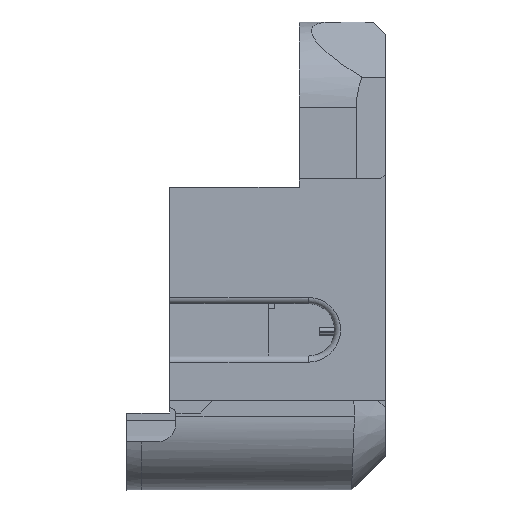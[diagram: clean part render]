
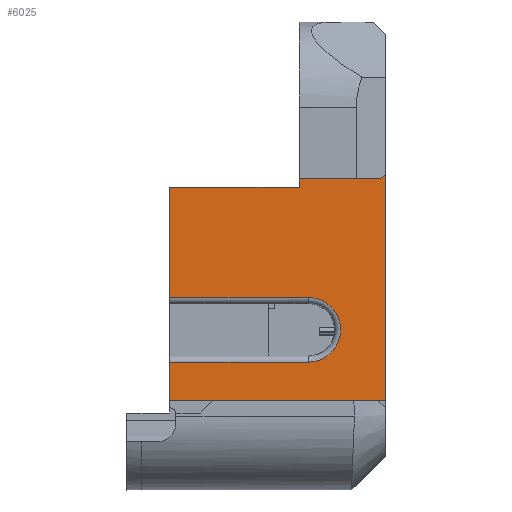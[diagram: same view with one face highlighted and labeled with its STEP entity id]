
A CAD part, left-side view. The second image highlights one B-rep face of the part: STEP entity #6025.
In plain terms, the highlighted planar face has unit normal (-1, 0, 0).
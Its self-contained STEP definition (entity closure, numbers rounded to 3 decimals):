
#392=CIRCLE('',#6520,5.24);
#670=FACE_OUTER_BOUND('',#1007,.T.);
#1007=EDGE_LOOP('',(#5295,#5296,#5297,#5298,#5299,#5300,#5301,#5302,#5303,
#5304));
#1275=LINE('',#8922,#1911);
#1300=LINE('',#9045,#1936);
#1304=LINE('',#9057,#1940);
#1607=LINE('',#10342,#2243);
#1621=LINE('',#10369,#2257);
#1628=LINE('',#10383,#2264);
#1636=LINE('',#10403,#2272);
#1637=LINE('',#10404,#2273);
#1638=LINE('',#10406,#2274);
#1911=VECTOR('',#7133,10.);
#1936=VECTOR('',#7186,10.);
#1940=VECTOR('',#7194,10.);
#2243=VECTOR('',#7847,10.);
#2257=VECTOR('',#7875,10.);
#2264=VECTOR('',#7888,10.);
#2272=VECTOR('',#7910,10.);
#2273=VECTOR('',#7911,10.);
#2274=VECTOR('',#7912,10.);
#2526=VERTEX_POINT('',#8919);
#2527=VERTEX_POINT('',#8921);
#2559=VERTEX_POINT('',#9044);
#2564=VERTEX_POINT('',#9054);
#2565=VERTEX_POINT('',#9056);
#2862=VERTEX_POINT('',#10339);
#2863=VERTEX_POINT('',#10341);
#2873=VERTEX_POINT('',#10382);
#2878=VERTEX_POINT('',#10402);
#2879=VERTEX_POINT('',#10405);
#3200=EDGE_CURVE('',#2527,#2526,#1275,.T.);
#3238=EDGE_CURVE('',#2559,#2527,#1300,.T.);
#3244=EDGE_CURVE('',#2565,#2564,#1304,.T.);
#3688=EDGE_CURVE('',#2863,#2862,#1607,.T.);
#3703=EDGE_CURVE('',#2862,#2565,#1621,.T.);
#3710=EDGE_CURVE('',#2559,#2873,#1628,.T.);
#3720=EDGE_CURVE('',#2526,#2878,#1636,.T.);
#3721=EDGE_CURVE('',#2863,#2878,#1637,.T.);
#3722=EDGE_CURVE('',#2879,#2564,#1638,.T.);
#3723=EDGE_CURVE('',#2873,#2879,#392,.T.);
#5295=ORIENTED_EDGE('',*,*,#3200,.T.);
#5296=ORIENTED_EDGE('',*,*,#3720,.T.);
#5297=ORIENTED_EDGE('',*,*,#3721,.F.);
#5298=ORIENTED_EDGE('',*,*,#3688,.T.);
#5299=ORIENTED_EDGE('',*,*,#3703,.T.);
#5300=ORIENTED_EDGE('',*,*,#3244,.T.);
#5301=ORIENTED_EDGE('',*,*,#3722,.F.);
#5302=ORIENTED_EDGE('',*,*,#3723,.F.);
#5303=ORIENTED_EDGE('',*,*,#3710,.F.);
#5304=ORIENTED_EDGE('',*,*,#3238,.T.);
#5718=PLANE('',#6519);
#6025=ADVANCED_FACE('',(#670),#5718,.F.);
#6519=AXIS2_PLACEMENT_3D('',#10401,#7908,#7909);
#6520=AXIS2_PLACEMENT_3D('',#10407,#7913,#7914);
#7133=DIRECTION('',(0.,-1.,0.));
#7186=DIRECTION('',(0.,0.,-1.));
#7194=DIRECTION('',(0.,0.,-1.));
#7847=DIRECTION('',(0.,0.,-1.));
#7875=DIRECTION('',(0.,1.,0.));
#7888=DIRECTION('',(0.,-1.,0.));
#7908=DIRECTION('center_axis',(1.,0.,0.));
#7909=DIRECTION('ref_axis',(0.,1.,0.));
#7910=DIRECTION('',(0.,0.,1.));
#7911=DIRECTION('',(0.,-1.,0.));
#7912=DIRECTION('',(0.,1.,0.));
#7913=DIRECTION('center_axis',(-1.,0.,0.));
#7914=DIRECTION('ref_axis',(0.,-1.,0.));
#8919=CARTESIAN_POINT('',(129.273,-155.939,67.872));
#8921=CARTESIAN_POINT('',(129.273,-120.937,67.872));
#8922=CARTESIAN_POINT('',(129.273,-145.939,67.872));
#9044=CARTESIAN_POINT('',(129.273,-120.937,74.132));
#9045=CARTESIAN_POINT('',(129.273,-120.937,65.672));
#9054=CARTESIAN_POINT('',(129.273,-120.937,84.612));
#9056=CARTESIAN_POINT('',(129.273,-120.937,102.522));
#9057=CARTESIAN_POINT('',(129.273,-120.937,83.872));
#10339=CARTESIAN_POINT('',(129.273,-141.939,102.522));
#10341=CARTESIAN_POINT('',(129.273,-141.939,105.872));
#10342=CARTESIAN_POINT('',(129.273,-141.939,112.261));
#10369=CARTESIAN_POINT('',(129.273,-143.689,102.522));
#10382=CARTESIAN_POINT('',(129.273,-143.439,74.132));
#10383=CARTESIAN_POINT('',(129.273,-148.689,74.132));
#10401=CARTESIAN_POINT('Origin',(129.273,-155.939,65.872));
#10402=CARTESIAN_POINT('',(129.273,-155.939,105.872));
#10403=CARTESIAN_POINT('',(129.273,-155.939,78.462));
#10404=CARTESIAN_POINT('',(129.273,-155.139,105.872));
#10405=CARTESIAN_POINT('',(129.273,-143.439,84.612));
#10406=CARTESIAN_POINT('',(129.273,-136.438,84.612));
#10407=CARTESIAN_POINT('Origin',(129.273,-143.439,79.372));
